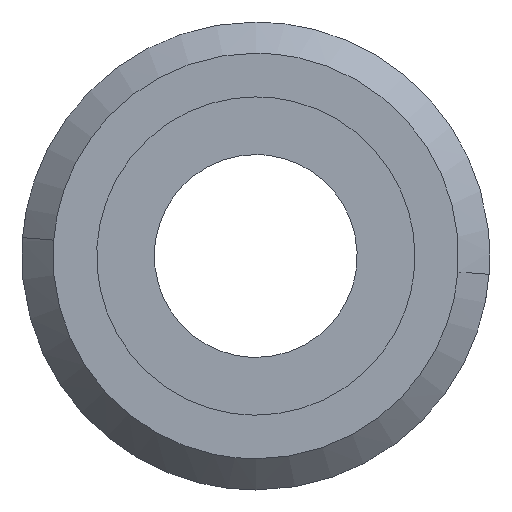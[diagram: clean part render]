
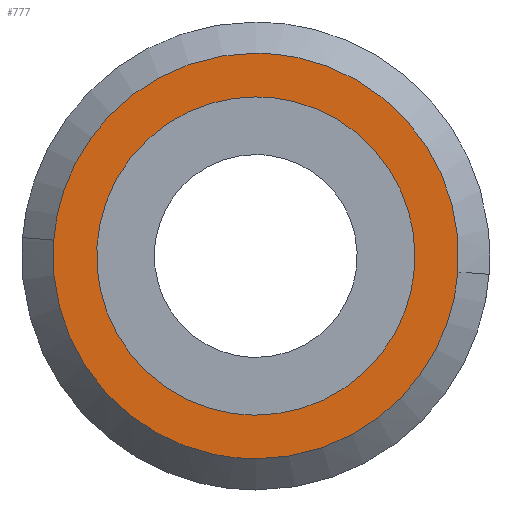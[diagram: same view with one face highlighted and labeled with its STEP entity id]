
A CAD part, front view. The second image highlights one B-rep face of the part: STEP entity #777.
In plain terms, the highlighted free-form (B-spline) face has degree [1, 1] with [2, 2] control points.
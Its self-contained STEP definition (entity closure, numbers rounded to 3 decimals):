
#279=CARTESIAN_POINT('',(6.48,-2.,-0.51));
#280=VERTEX_POINT('',#279);
#286=CARTESIAN_POINT('',(0.,-2.0,-6.5));
#287=VERTEX_POINT('',#286);
#288=CARTESIAN_POINT('',(0.,-2.0,-6.5));
#289=CARTESIAN_POINT('',(6.009,-2.,-6.5));
#290=CARTESIAN_POINT('',(6.48,-2.,-0.51));
#298=(BOUNDED_CURVE()B_SPLINE_CURVE(2,(#288,#289,#290),.UNSPECIFIED.,.F.,.U.)B_SPLINE_CURVE_WITH_KNOTS((3,3),(0.0,0.236),.UNSPECIFIED.)CURVE()GEOMETRIC_REPRESENTATION_ITEM()RATIONAL_B_SPLINE_CURVE((1.0,0.723,0.97))REPRESENTATION_ITEM(''));
#299=EDGE_CURVE('',#287,#280,#298,.T.);
#301=CARTESIAN_POINT('',(-6.48,-2.,0.51));
#302=VERTEX_POINT('',#301);
#303=CARTESIAN_POINT('',(-6.48,-2.,0.51));
#304=CARTESIAN_POINT('',(-6.5,-2.0,0.255));
#305=CARTESIAN_POINT('',(-6.5,-2.0,0.0));
#306=CARTESIAN_POINT('',(-6.5,-2.0,-6.5));
#307=CARTESIAN_POINT('',(0.,-2.0,-6.5));
#315=(BOUNDED_CURVE()B_SPLINE_CURVE(2,(#303,#304,#305,#306,#307),.UNSPECIFIED.,.F.,.U.)B_SPLINE_CURVE_WITH_KNOTS((3,2,3),(0.736,0.75,1.0),.UNSPECIFIED.)CURVE()GEOMETRIC_REPRESENTATION_ITEM()RATIONAL_B_SPLINE_CURVE((0.97,0.984,1.0,0.707,1.0))REPRESENTATION_ITEM(''));
#316=EDGE_CURVE('',#302,#287,#315,.T.);
#350=CARTESIAN_POINT('',(0.,-2.0,6.5));
#351=VERTEX_POINT('',#350);
#352=CARTESIAN_POINT('',(0.,-2.0,6.5));
#353=CARTESIAN_POINT('',(-6.009,-2.0,6.5));
#354=CARTESIAN_POINT('',(-6.48,-2.,0.51));
#362=(BOUNDED_CURVE()B_SPLINE_CURVE(2,(#352,#353,#354),.UNSPECIFIED.,.F.,.U.)B_SPLINE_CURVE_WITH_KNOTS((3,3),(0.5,0.736),.UNSPECIFIED.)CURVE()GEOMETRIC_REPRESENTATION_ITEM()RATIONAL_B_SPLINE_CURVE((1.0,0.723,0.97))REPRESENTATION_ITEM(''));
#363=EDGE_CURVE('',#351,#302,#362,.T.);
#365=CARTESIAN_POINT('',(6.48,-2.,-0.51));
#366=CARTESIAN_POINT('',(6.5,-2.0,-0.255));
#367=CARTESIAN_POINT('',(6.5,-2.0,0.0));
#368=CARTESIAN_POINT('',(6.5,-2.0,6.5));
#369=CARTESIAN_POINT('',(0.,-2.0,6.5));
#377=(BOUNDED_CURVE()B_SPLINE_CURVE(2,(#365,#366,#367,#368,#369),.UNSPECIFIED.,.F.,.U.)B_SPLINE_CURVE_WITH_KNOTS((3,2,3),(0.236,0.25,0.5),.UNSPECIFIED.)CURVE()GEOMETRIC_REPRESENTATION_ITEM()RATIONAL_B_SPLINE_CURVE((0.97,0.984,1.0,0.707,1.0))REPRESENTATION_ITEM(''));
#378=EDGE_CURVE('',#280,#351,#377,.T.);
#406=CARTESIAN_POINT('',(5.064,-2.,-0.602));
#407=VERTEX_POINT('',#406);
#408=CARTESIAN_POINT('',(0.,-2.0,5.1));
#409=VERTEX_POINT('',#408);
#410=CARTESIAN_POINT('',(5.064,-2.,-0.602));
#411=CARTESIAN_POINT('',(5.1,-2.,-0.302));
#412=CARTESIAN_POINT('',(5.1,-2.0,0.0));
#413=CARTESIAN_POINT('',(5.1,-2.,5.1));
#414=CARTESIAN_POINT('',(0.,-2.0,5.1));
#422=(BOUNDED_CURVE()B_SPLINE_CURVE(2,(#410,#411,#412,#413,#414),.UNSPECIFIED.,.F.,.U.)B_SPLINE_CURVE_WITH_KNOTS((3,2,3),(0.23,0.25,0.5),.UNSPECIFIED.)CURVE()GEOMETRIC_REPRESENTATION_ITEM()RATIONAL_B_SPLINE_CURVE((0.956,0.976,1.0,0.707,1.0))REPRESENTATION_ITEM(''));
#423=EDGE_CURVE('',#407,#409,#422,.T.);
#425=CARTESIAN_POINT('',(-5.09,-2.,0.311));
#426=VERTEX_POINT('',#425);
#427=CARTESIAN_POINT('',(0.,-2.0,5.1));
#428=CARTESIAN_POINT('',(-4.798,-2.,5.1));
#429=CARTESIAN_POINT('',(-5.09,-2.,0.311));
#437=(BOUNDED_CURVE()B_SPLINE_CURVE(2,(#427,#428,#429),.UNSPECIFIED.,.F.,.U.)B_SPLINE_CURVE_WITH_KNOTS((3,3),(0.5,0.739),.UNSPECIFIED.)CURVE()GEOMETRIC_REPRESENTATION_ITEM()RATIONAL_B_SPLINE_CURVE((1.0,0.72,0.976))REPRESENTATION_ITEM(''));
#438=EDGE_CURVE('',#409,#426,#437,.T.);
#505=CARTESIAN_POINT('',(0.,-2.0,-5.1));
#506=VERTEX_POINT('',#505);
#507=CARTESIAN_POINT('',(0.,-2.0,-5.1));
#508=CARTESIAN_POINT('',(4.53,-2.,-5.1));
#509=CARTESIAN_POINT('',(5.064,-2.,-0.602));
#517=(BOUNDED_CURVE()B_SPLINE_CURVE(2,(#507,#508,#509),.UNSPECIFIED.,.F.,.U.)B_SPLINE_CURVE_WITH_KNOTS((3,3),(0.0,0.23),.UNSPECIFIED.)CURVE()GEOMETRIC_REPRESENTATION_ITEM()RATIONAL_B_SPLINE_CURVE((1.0,0.731,0.956))REPRESENTATION_ITEM(''));
#518=EDGE_CURVE('',#506,#407,#517,.T.);
#552=CARTESIAN_POINT('',(-5.09,-2.,0.311));
#553=CARTESIAN_POINT('',(-5.1,-2.,0.156));
#554=CARTESIAN_POINT('',(-5.1,-2.0,0.0));
#555=CARTESIAN_POINT('',(-5.1,-2.,-5.1));
#556=CARTESIAN_POINT('',(0.,-2.0,-5.1));
#564=(BOUNDED_CURVE()B_SPLINE_CURVE(2,(#552,#553,#554,#555,#556),.UNSPECIFIED.,.F.,.U.)B_SPLINE_CURVE_WITH_KNOTS((3,2,3),(0.739,0.75,1.0),.UNSPECIFIED.)CURVE()GEOMETRIC_REPRESENTATION_ITEM()RATIONAL_B_SPLINE_CURVE((0.976,0.988,1.0,0.707,1.0))REPRESENTATION_ITEM(''));
#565=EDGE_CURVE('',#426,#506,#564,.T.);
#760=CARTESIAN_POINT('',(-7.147,-2.0,7.149));
#761=CARTESIAN_POINT('',(-7.147,-2.0,-7.149));
#762=CARTESIAN_POINT('',(7.147,-2.0,7.149));
#763=CARTESIAN_POINT('',(7.147,-2.0,-7.149));
#764=B_SPLINE_SURFACE_WITH_KNOTS('',1,1,((#760,#762),(#761,#763)),.UNSPECIFIED.,.F.,.F.,.U.,(2,2),(2,2),(0.0,14.299),(0.0,14.295),.UNSPECIFIED.);
#765=ORIENTED_EDGE('',*,*,#299,.T.);
#766=ORIENTED_EDGE('',*,*,#378,.T.);
#767=ORIENTED_EDGE('',*,*,#363,.T.);
#768=ORIENTED_EDGE('',*,*,#316,.T.);
#769=EDGE_LOOP('',(#765,#766,#767,#768));
#770=FACE_OUTER_BOUND('',#769,.T.);
#771=ORIENTED_EDGE('',*,*,#438,.F.);
#772=ORIENTED_EDGE('',*,*,#423,.F.);
#773=ORIENTED_EDGE('',*,*,#518,.F.);
#774=ORIENTED_EDGE('',*,*,#565,.F.);
#775=EDGE_LOOP('',(#771,#772,#773,#774));
#776=FACE_BOUND('',#775,.T.);
#777=ADVANCED_FACE('',(#770,#776),#764,.T.);
